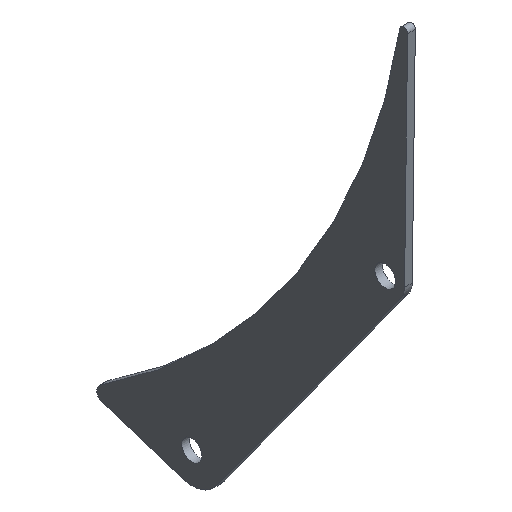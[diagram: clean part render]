
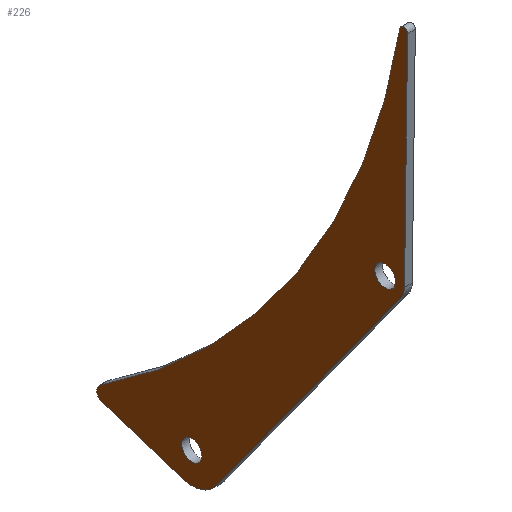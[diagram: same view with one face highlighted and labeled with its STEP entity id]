
A CAD part, isometric view. The second image highlights one B-rep face of the part: STEP entity #226.
In plain terms, the highlighted planar face has unit normal (-1, 0, 0).
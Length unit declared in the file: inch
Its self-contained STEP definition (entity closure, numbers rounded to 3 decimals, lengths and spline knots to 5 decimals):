
#17=FACE_BOUND('',#50,.T.);
#18=FACE_BOUND('',#51,.T.);
#23=PLANE('',#274);
#35=FACE_OUTER_BOUND('',#49,.T.);
#49=EDGE_LOOP('',(#198,#199,#200,#201,#202,#203,#204,#205));
#50=EDGE_LOOP('',(#206));
#51=EDGE_LOOP('',(#207));
#58=LINE('',#381,#74);
#62=LINE('',#393,#78);
#66=LINE('',#404,#82);
#74=VECTOR('',#315,0.3937);
#78=VECTOR('',#327,0.3937);
#82=VECTOR('',#339,0.3937);
#85=CIRCLE('',#251,0.082);
#87=CIRCLE('',#254,0.0835);
#88=CIRCLE('',#256,0.03125);
#90=CIRCLE('',#259,5.5);
#92=CIRCLE('',#262,0.0625);
#94=CIRCLE('',#266,0.25);
#96=CIRCLE('',#270,0.15625);
#99=VERTEX_POINT('',#349);
#101=VERTEX_POINT('',#355);
#102=VERTEX_POINT('',#359);
#103=VERTEX_POINT('',#360);
#106=VERTEX_POINT('',#368);
#108=VERTEX_POINT('',#374);
#110=VERTEX_POINT('',#380);
#112=VERTEX_POINT('',#386);
#114=VERTEX_POINT('',#392);
#116=VERTEX_POINT('',#398);
#120=EDGE_CURVE('',#99,#99,#85,.T.);
#123=EDGE_CURVE('',#101,#101,#87,.T.);
#124=EDGE_CURVE('',#102,#103,#88,.T.);
#128=EDGE_CURVE('',#106,#102,#90,.T.);
#131=EDGE_CURVE('',#108,#106,#92,.T.);
#134=EDGE_CURVE('',#110,#108,#58,.T.);
#137=EDGE_CURVE('',#112,#110,#94,.T.);
#140=EDGE_CURVE('',#114,#112,#62,.T.);
#143=EDGE_CURVE('',#116,#114,#96,.T.);
#146=EDGE_CURVE('',#103,#116,#66,.T.);
#198=ORIENTED_EDGE('',*,*,#146,.F.);
#199=ORIENTED_EDGE('',*,*,#124,.F.);
#200=ORIENTED_EDGE('',*,*,#128,.F.);
#201=ORIENTED_EDGE('',*,*,#131,.F.);
#202=ORIENTED_EDGE('',*,*,#134,.F.);
#203=ORIENTED_EDGE('',*,*,#137,.F.);
#204=ORIENTED_EDGE('',*,*,#140,.F.);
#205=ORIENTED_EDGE('',*,*,#143,.F.);
#206=ORIENTED_EDGE('',*,*,#123,.F.);
#207=ORIENTED_EDGE('',*,*,#120,.F.);
#226=ADVANCED_FACE('',(#35,#17,#18),#23,.F.);
#251=AXIS2_PLACEMENT_3D('',#351,#282,#283);
#254=AXIS2_PLACEMENT_3D('',#357,#289,#290);
#256=AXIS2_PLACEMENT_3D('',#361,#293,#294);
#259=AXIS2_PLACEMENT_3D('',#369,#301,#302);
#262=AXIS2_PLACEMENT_3D('',#375,#308,#309);
#266=AXIS2_PLACEMENT_3D('',#387,#320,#321);
#270=AXIS2_PLACEMENT_3D('',#399,#332,#333);
#274=AXIS2_PLACEMENT_3D('',#407,#343,#344);
#282=DIRECTION('center_axis',(-1.,0.,0.));
#283=DIRECTION('ref_axis',(0.,-1.,0.));
#289=DIRECTION('center_axis',(-1.,0.,0.));
#290=DIRECTION('ref_axis',(0.,-1.,0.));
#293=DIRECTION('center_axis',(1.,0.,0.));
#294=DIRECTION('ref_axis',(0.,0.987,0.164));
#301=DIRECTION('center_axis',(-1.,0.,0.));
#302=DIRECTION('ref_axis',(0.,0.987,0.164));
#308=DIRECTION('center_axis',(1.,0.,0.));
#309=DIRECTION('ref_axis',(0.,0.308,-0.951));
#315=DIRECTION('',(0.,0.951,0.308));
#320=DIRECTION('center_axis',(1.,0.,0.));
#321=DIRECTION('ref_axis',(0.,-0.81,-0.586));
#327=DIRECTION('',(0.,0.586,-0.81));
#332=DIRECTION('center_axis',(1.,0.,0.));
#333=DIRECTION('ref_axis',(0.,-1.,-0.014));
#339=DIRECTION('',(0.,0.014,-1.));
#343=DIRECTION('center_axis',(1.,0.,0.));
#344=DIRECTION('ref_axis',(0.,0.,-1.));
#349=CARTESIAN_POINT('',(0.,0.73171,-1.07968));
#351=CARTESIAN_POINT('Origin',(0.,0.64971,-1.07968));
#355=CARTESIAN_POINT('',(0.,-0.82929,0.92032));
#357=CARTESIAN_POINT('Origin',(0.,-0.91279,0.92032));
#359=CARTESIAN_POINT('',(0.,-1.03167,2.71089));
#360=CARTESIAN_POINT('',(0.,-1.09375,2.70534));
#361=CARTESIAN_POINT('Origin',(0.,-1.0625,2.70577));
#368=CARTESIAN_POINT('',(0.,1.39011,-0.99593));
#369=CARTESIAN_POINT('Origin',(0.,4.39414,3.61122));
#374=CARTESIAN_POINT('',(0.,1.37527,-1.10779));
#375=CARTESIAN_POINT('Origin',(0.,1.35604,-1.04833));
#380=CARTESIAN_POINT('',(0.,0.72663,-1.31755));
#381=CARTESIAN_POINT('',(0.,0.72663,-1.31755));
#386=CARTESIAN_POINT('',(0.,0.44711,-1.22615));
#387=CARTESIAN_POINT('Origin',(0.,0.64971,-1.07968));
#392=CARTESIAN_POINT('',(0.,-1.02993,0.81691));
#393=CARTESIAN_POINT('',(0.,-1.02993,0.81691));
#398=CARTESIAN_POINT('',(0.,-1.06903,0.91816));
#399=CARTESIAN_POINT('Origin',(0.,-0.91279,0.92032));
#404=CARTESIAN_POINT('',(0.,-1.09375,2.70534));
#407=CARTESIAN_POINT('Origin',(0.,0.16239,0.70367));
